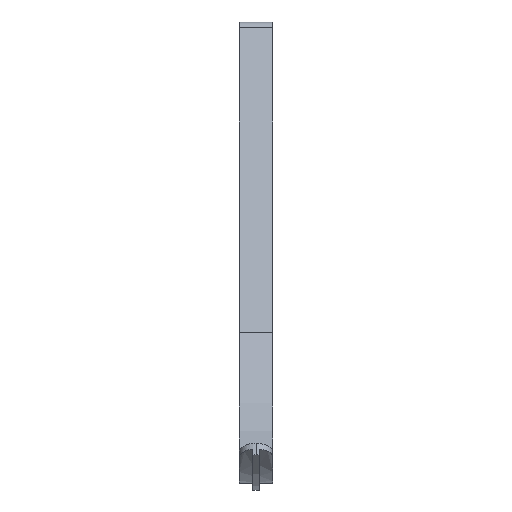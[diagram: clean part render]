
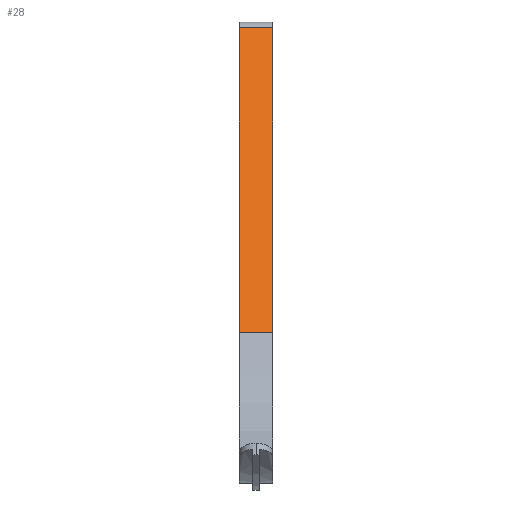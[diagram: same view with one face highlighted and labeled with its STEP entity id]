
A CAD part, front view. The second image highlights one B-rep face of the part: STEP entity #28.
In plain terms, the highlighted planar face has unit normal (0, -0.906, 0.423).
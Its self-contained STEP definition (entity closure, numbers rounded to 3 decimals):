
#18 = CARTESIAN_POINT ( 'NONE',  ( 10., -45.407, -90.277 ) ) ;
#28 = ADVANCED_FACE ( 'NONE', ( #967 ), #1619, .F. ) ;
#118 = EDGE_CURVE ( 'NONE', #654, #1661, #1535, .T. ) ;
#145 = CARTESIAN_POINT ( 'NONE',  ( 10., -45.407, -90.277 ) ) ;
#174 = CARTESIAN_POINT ( 'NONE',  ( 10., -2.719, 1.268 ) ) ;
#193 = DIRECTION ( 'NONE',  ( 0., 0.906, -0.423 ) ) ;
#231 = AXIS2_PLACEMENT_3D ( 'NONE', #18, #193, #1651 ) ;
#322 = CARTESIAN_POINT ( 'NONE',  ( 10., -45.407, -90.277 ) ) ;
#333 = VECTOR ( 'NONE', #843, 1000. ) ;
#345 = VERTEX_POINT ( 'NONE', #322 ) ;
#529 = CARTESIAN_POINT ( 'NONE',  ( 0., -45.407, -90.277 ) ) ;
#611 = DIRECTION ( 'NONE',  ( 0., -0.423, -0.906 ) ) ;
#654 = VERTEX_POINT ( 'NONE', #1117 ) ;
#722 = ORIENTED_EDGE ( 'NONE', *, *, #118, .T. ) ;
#792 = LINE ( 'NONE', #1720, #333 ) ;
#843 = DIRECTION ( 'NONE',  ( -1., 0., 0. ) ) ;
#967 = FACE_OUTER_BOUND ( 'NONE', #1950, .T. ) ;
#996 = CARTESIAN_POINT ( 'NONE',  ( 10., -2.719, 1.268 ) ) ;
#1110 = EDGE_CURVE ( 'NONE', #345, #1661, #792, .T. ) ;
#1117 = CARTESIAN_POINT ( 'NONE',  ( 0., -2.719, 1.268 ) ) ;
#1192 = DIRECTION ( 'NONE',  ( 0., -0.423, -0.906 ) ) ;
#1223 = ORIENTED_EDGE ( 'NONE', *, *, #1239, .T. ) ;
#1239 = EDGE_CURVE ( 'NONE', #1886, #654, #1301, .T. ) ;
#1255 = VECTOR ( 'NONE', #1192, 1000. ) ;
#1301 = LINE ( 'NONE', #996, #1740 ) ;
#1385 = CARTESIAN_POINT ( 'NONE',  ( 0., -45.407, -90.277 ) ) ;
#1401 = ORIENTED_EDGE ( 'NONE', *, *, #1110, .F. ) ;
#1535 = LINE ( 'NONE', #529, #1255 ) ;
#1619 = PLANE ( 'NONE',  #231 ) ;
#1651 = DIRECTION ( 'NONE',  ( 0., 0.423, 0.906 ) ) ;
#1661 = VERTEX_POINT ( 'NONE', #1385 ) ;
#1720 = CARTESIAN_POINT ( 'NONE',  ( 10., -45.407, -90.277 ) ) ;
#1740 = VECTOR ( 'NONE', #1934, 1000. ) ;
#1886 = VERTEX_POINT ( 'NONE', #174 ) ;
#1893 = ORIENTED_EDGE ( 'NONE', *, *, #2082, .F. ) ;
#1903 = LINE ( 'NONE', #145, #1953 ) ;
#1934 = DIRECTION ( 'NONE',  ( -1., 0., 0. ) ) ;
#1950 = EDGE_LOOP ( 'NONE', ( #722, #1401, #1893, #1223 ) ) ;
#1953 = VECTOR ( 'NONE', #611, 1000. ) ;
#2082 = EDGE_CURVE ( 'NONE', #1886, #345, #1903, .T. ) ;
